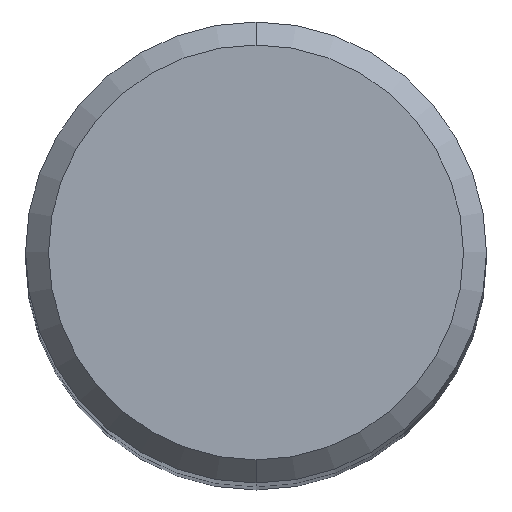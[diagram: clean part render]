
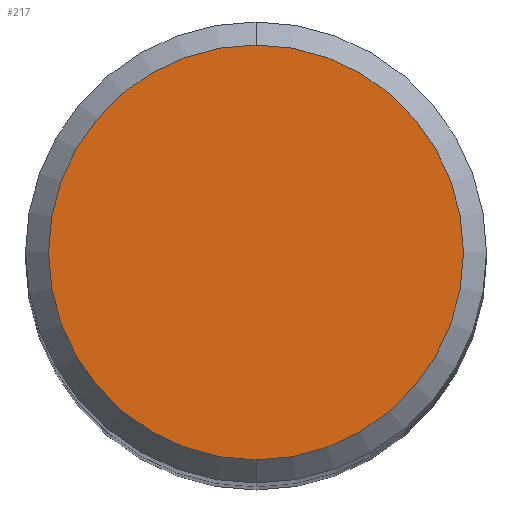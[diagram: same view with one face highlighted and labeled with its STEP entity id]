
A CAD part, top view. The second image highlights one B-rep face of the part: STEP entity #217.
In plain terms, the highlighted planar face has unit normal (0, 0, 1).
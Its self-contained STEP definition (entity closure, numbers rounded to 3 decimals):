
#217=ADVANCED_FACE('',(#482),#483,.T.);
#239=VERTEX_POINT('',#508);
#247=EDGE_CURVE('',#239,#369,#516,.T.);
#263=EDGE_CURVE('',#369,#239,#532,.T.);
#369=VERTEX_POINT('',#648);
#482=FACE_OUTER_BOUND('',#798,.T.);
#483=PLANE('',#799);
#508=CARTESIAN_POINT('',(0.0,5.4,55.0));
#516=CIRCLE('',#839,5.4);
#532=CIRCLE('',#858,5.4);
#648=CARTESIAN_POINT('',(0.,-5.4,55.0));
#798=EDGE_LOOP('',(#1350,#1351));
#799=AXIS2_PLACEMENT_3D('',#1352,#1353,#1354);
#839=AXIS2_PLACEMENT_3D('',#1403,#1404,#1405);
#858=AXIS2_PLACEMENT_3D('',#1412,#1413,#1414);
#1350=ORIENTED_EDGE('',*,*,#247,.F.);
#1351=ORIENTED_EDGE('',*,*,#263,.F.);
#1352=CARTESIAN_POINT('',(0.0,2.7,55.0));
#1353=DIRECTION('',(0.0,0.0,1.0));
#1354=DIRECTION('',(0.0,-1.0,0.0));
#1403=CARTESIAN_POINT('',(0.0,0.0,55.0));
#1404=DIRECTION('',(0.0,0.0,-1.0));
#1405=DIRECTION('',(0.0,1.0,0.0));
#1412=CARTESIAN_POINT('',(0.0,0.0,55.0));
#1413=DIRECTION('',(0.0,0.0,-1.0));
#1414=DIRECTION('',(0.0,1.0,0.0));
